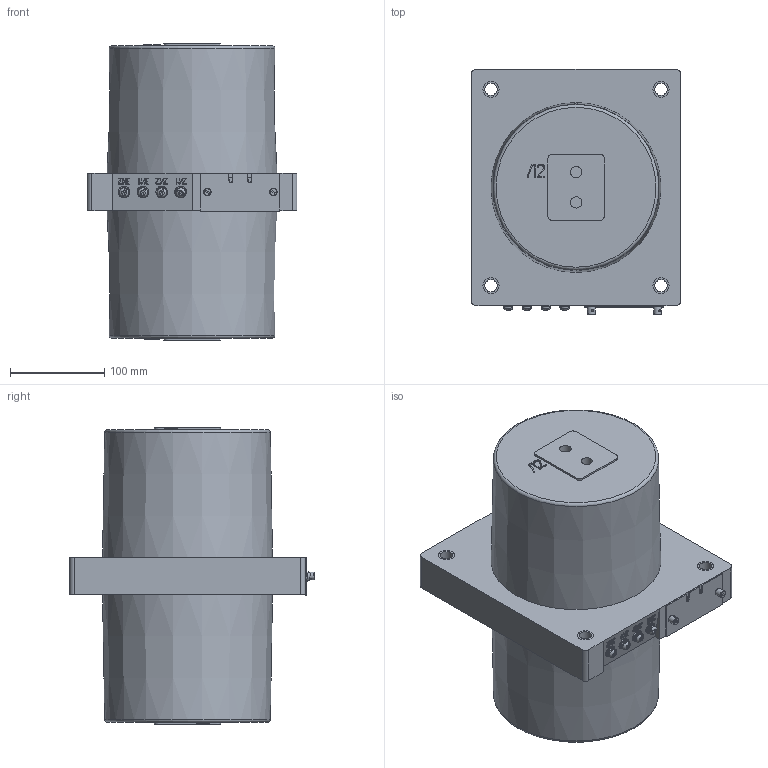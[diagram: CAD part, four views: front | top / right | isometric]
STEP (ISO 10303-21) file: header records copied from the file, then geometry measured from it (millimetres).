
FILE_DESCRIPTION(('STEP AP214'), '1');
FILE_NAME('ﾒﾋﾏ-10-3 ﾌ1ﾀﾑ 3髜.', '', ('UNSPECIFIED'), ('UNSPECIFIED'), 'ASCON STEP Converter 1.6', 'ASCON Math Kernel', '');
FILE_SCHEMA(('AUTOMOTIVE_DESIGN { 1 0 10303 214 3 1 1}'));
Length unit declared in the file: millimetre
Products named in the file (7): 鎗鵻罻 楟.8.211.004
Assembly tree (18 placements, depth 2):
  (unnamed)
    (unnamed)
    (unnamed)  x2
    鎗鵻罻 楟.8.211.004  x6
    (unnamed)
    (unnamed)  x2
    (unnamed)  x6
Bounding box: 222 x 259.5 x 314 mm (x, y, z)
Volume: 8879450.1 mm3; surface area: 330045.2 mm2
Topology: 30 solids, 30 shells, 1097 faces, 2814 edges, 1838 vertices
Faces by surface type: plane 477, extrusion 310, cylinder 240, cone 40, torus 30
Full cylindrical faces by diameter (mm): 2.5 x2, 4 x6, 4.134 x2, 4.917 x6, 5 x2, 5.5 x2, 6 x12, 6.8 x2, 8 x2, 10 x12, 11.16 x4, 12 x4, 12.5 x6, 13 x4, 17 x8
Entity records: 34749 total; most frequent: CARTESIAN_POINT 7698, ORIENTED_EDGE 4358, DIRECTION 3370, EDGE_CURVE 2179, VERTEX_POINT 1477, VECTOR 1400, LINE 1090, AXIS2_PLACEMENT_3D 985
